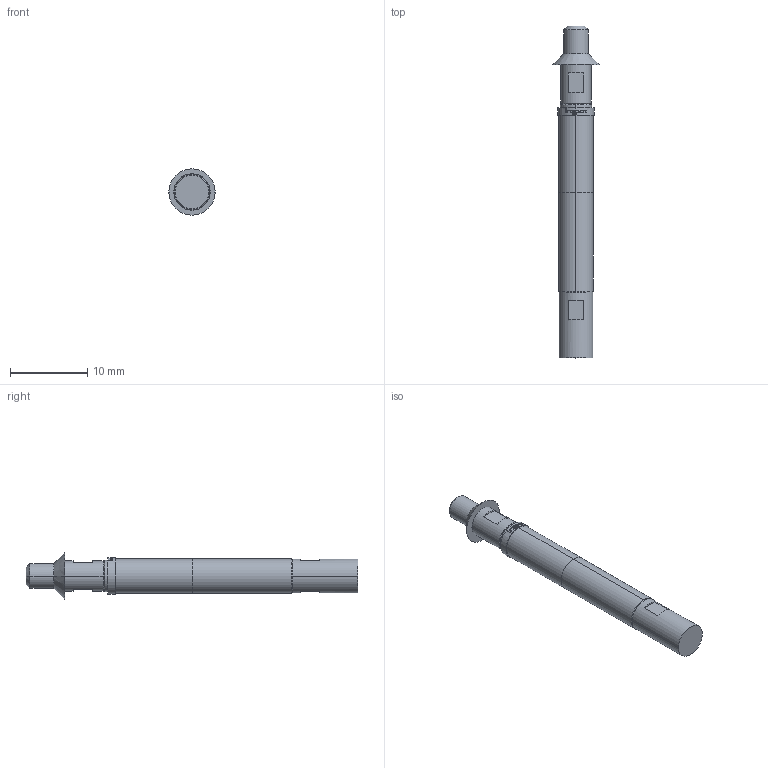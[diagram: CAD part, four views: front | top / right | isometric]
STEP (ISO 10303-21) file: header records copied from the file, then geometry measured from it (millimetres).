
FILE_DESCRIPTION (( 'STEP AP203' ), '1' );
FILE_NAME ('INGUN_HFS-8x0_308_080_A_xx42_ZE.STEP', '2022-03-15T13:26:20', ( 'ochi' ), ( '' ), 'SwSTEP 2.0', 'SolidWorks 2018', '' );
FILE_SCHEMA (( 'CONFIG_CONTROL_DESIGN' ));
Length unit declared in the file: millimetre
Products named in the file (1): INGUN_HFS-8x0_308_080_A_xx42_ZE
Bounding box: 6 x 43.1 x 6 mm (x, y, z)
Volume: 609.5 mm3; surface area: 684.5 mm2
Topology: 1 solids, 1 shells, 131 faces, 314 edges, 201 vertices
Faces by surface type: plane 63, cylinder 32, bspline 22, cone 14
Entity records: 4145 total; most frequent: CARTESIAN_POINT 1184, ORIENTED_EDGE 624, DIRECTION 542, EDGE_CURVE 312, AXIS2_PLACEMENT_3D 213, VERTEX_POINT 201, EDGE_LOOP 149, FACE_OUTER_BOUND 131
